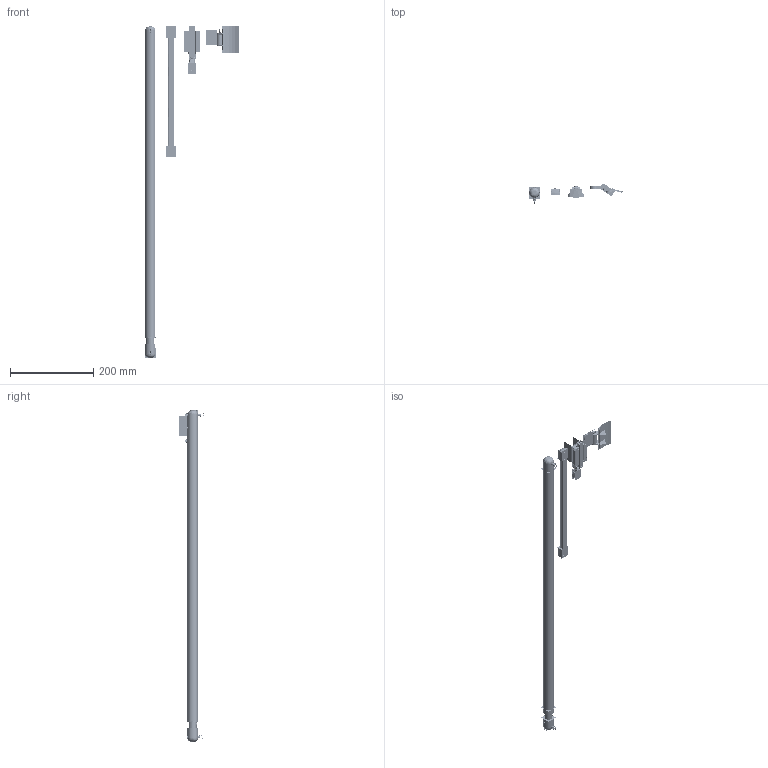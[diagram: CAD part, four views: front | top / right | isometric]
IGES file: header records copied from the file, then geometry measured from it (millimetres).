
Start section:  PTC IGES file: a3212.igs
Global section: file name: a3212.igs; native system: Creo Parametric by PTC Inc.; preprocessor: 2021284; author: Student; organization: Unknown; date: 20211202.162158; units: millimetre
Bounding box: 225.95 x 60.38 x 795.63 mm (x, y, z)
Surface area: 301957.1 mm2 (no closed solid volume)
Topology: 0 solids, 0 shells, 3938 faces, 53875 edges, 70227 vertices
Faces by surface type: revolution 1908, bspline 1734, extrusion 296
